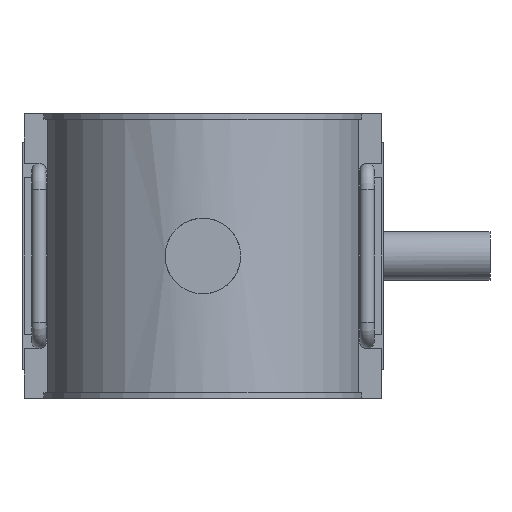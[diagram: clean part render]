
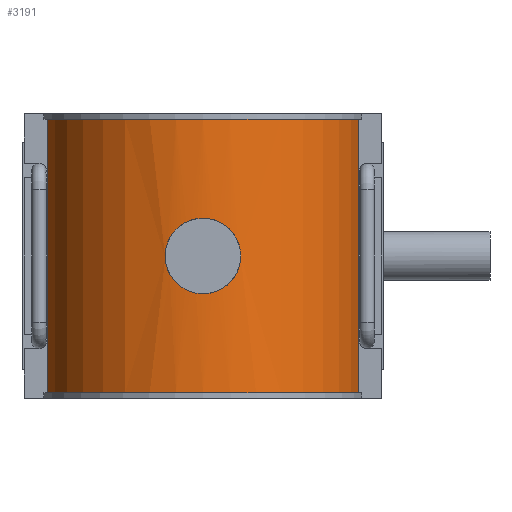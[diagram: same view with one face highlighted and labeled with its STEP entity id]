
A CAD part, front view. The second image highlights one B-rep face of the part: STEP entity #3191.
In plain terms, the highlighted cylindrical face has radius 66 mm (diameter 132 mm), a partial arc.
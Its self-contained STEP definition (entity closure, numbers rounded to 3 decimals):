
#115=LINE('',#5429,#402);
#150=LINE('',#5704,#437);
#402=VECTOR('',#3898,113.28);
#437=VECTOR('',#3975,113.28);
#775=CIRCLE('',#3416,66.);
#783=CIRCLE('',#3430,66.);
#858=FACE_BOUND('',#1168,.T.);
#963=FACE_OUTER_BOUND('',#1167,.T.);
#1167=EDGE_LOOP('',(#2485,#2486,#2487,#2488));
#1168=EDGE_LOOP('',(#2489));
#1338=B_SPLINE_CURVE_WITH_KNOTS('',3,(#5016,#5017,#5018,#5019,#5020,#5021,
#5022,#5023,#5024,#5025,#5026,#5027,#5028,#5029,#5030,#5031,#5032,#5033,
#5034,#5035,#5036,#5037,#5038,#5039,#5040,#5041,#5042,#5043,#5044,#5045,
#5046,#5047,#5048,#5049,#5050,#5051,#5052,#5053,#5054,#5055,#5056,#5057,
#5058,#5059,#5060,#5061,#5062,#5063,#5064,#5065,#5066,#5067,#5068,#5069,
#5070,#5071,#5072,#5073,#5074,#5075,#5076,#5077,#5078,#5079,#5080,#5081),
 .UNSPECIFIED.,.T.,.F.,(4,2,2,2,2,2,2,2,2,2,2,2,2,2,2,2,2,2,2,2,2,2,2,2,
2,2,2,2,2,2,2,2,4),(0.,0.297,0.593,0.89,
1.186,1.483,1.779,2.076,2.372,
2.669,2.965,3.262,3.558,3.855,
4.152,4.448,4.745,5.041,5.338,
5.634,5.931,6.228,6.524,6.821,
7.117,7.414,7.71,8.007,8.303,
8.6,8.896,9.193,9.49),
 .UNSPECIFIED.);
#1457=VERTEX_POINT('',#5015);
#1472=VERTEX_POINT('',#5414);
#1473=VERTEX_POINT('',#5416);
#1477=VERTEX_POINT('',#5428);
#1498=VERTEX_POINT('',#5499);
#1805=EDGE_CURVE('',#1457,#1457,#1338,.T.);
#1824=EDGE_CURVE('',#1472,#1473,#775,.T.);
#1829=EDGE_CURVE('',#1472,#1477,#115,.T.);
#1853=EDGE_CURVE('',#1498,#1477,#783,.T.);
#1888=EDGE_CURVE('',#1473,#1498,#150,.T.);
#2485=ORIENTED_EDGE('',*,*,#1824,.T.);
#2486=ORIENTED_EDGE('',*,*,#1888,.T.);
#2487=ORIENTED_EDGE('',*,*,#1853,.T.);
#2488=ORIENTED_EDGE('',*,*,#1829,.F.);
#2489=ORIENTED_EDGE('',*,*,#1805,.T.);
#3097=CYLINDRICAL_SURFACE('',#3440,66.);
#3191=ADVANCED_FACE('',(#963,#858),#3097,.T.);
#3416=AXIS2_PLACEMENT_3D('',#5418,#3888,#3889);
#3430=AXIS2_PLACEMENT_3D('',#5500,#3935,#3936);
#3440=AXIS2_PLACEMENT_3D('',#5705,#3976,#3977);
#3888=DIRECTION('center_axis',(0.,0.,1.));
#3889=DIRECTION('ref_axis',(1.,0.,0.));
#3898=DIRECTION('',(0.,0.,1.));
#3935=DIRECTION('center_axis',(0.,0.,-1.));
#3936=DIRECTION('ref_axis',(1.,0.,0.));
#3975=DIRECTION('',(0.,0.,1.));
#3976=DIRECTION('center_axis',(0.,0.,1.));
#3977=DIRECTION('ref_axis',(1.,0.,0.));
#5015=CARTESIAN_POINT('',(15.68,-64.11,0.));
#5016=CARTESIAN_POINT('Ctrl Pts',(15.68,-64.11,0.));
#5017=CARTESIAN_POINT('Ctrl Pts',(15.68,-64.11,-0.989));
#5018=CARTESIAN_POINT('Ctrl Pts',(15.585,-64.134,-2.01));
#5019=CARTESIAN_POINT('Ctrl Pts',(15.186,-64.229,-4.038));
#5020=CARTESIAN_POINT('Ctrl Pts',(14.883,-64.301,-5.046));
#5021=CARTESIAN_POINT('Ctrl Pts',(14.081,-64.482,-6.976));
#5022=CARTESIAN_POINT('Ctrl Pts',(13.583,-64.59,-7.901));
#5023=CARTESIAN_POINT('Ctrl Pts',(12.433,-64.821,-9.609));
#5024=CARTESIAN_POINT('Ctrl Pts',(11.781,-64.944,-10.393));
#5025=CARTESIAN_POINT('Ctrl Pts',(10.394,-65.18,-11.781));
#5026=CARTESIAN_POINT('Ctrl Pts',(9.609,-65.302,-12.433));
#5027=CARTESIAN_POINT('Ctrl Pts',(7.901,-65.531,-13.583));
#5028=CARTESIAN_POINT('Ctrl Pts',(6.976,-65.637,-14.081));
#5029=CARTESIAN_POINT('Ctrl Pts',(5.046,-65.814,-14.883));
#5030=CARTESIAN_POINT('Ctrl Pts',(4.038,-65.884,-15.186));
#5031=CARTESIAN_POINT('Ctrl Pts',(2.009,-65.977,-15.585));
#5032=CARTESIAN_POINT('Ctrl Pts',(0.988,-66.,-15.68));
#5033=CARTESIAN_POINT('Ctrl Pts',(-0.988,-66.,-15.68));
#5034=CARTESIAN_POINT('Ctrl Pts',(-2.009,-65.977,-15.585));
#5035=CARTESIAN_POINT('Ctrl Pts',(-4.038,-65.884,-15.186));
#5036=CARTESIAN_POINT('Ctrl Pts',(-5.046,-65.814,-14.883));
#5037=CARTESIAN_POINT('Ctrl Pts',(-6.976,-65.637,-14.081));
#5038=CARTESIAN_POINT('Ctrl Pts',(-7.901,-65.531,-13.583));
#5039=CARTESIAN_POINT('Ctrl Pts',(-9.609,-65.302,-12.433));
#5040=CARTESIAN_POINT('Ctrl Pts',(-10.394,-65.18,-11.781));
#5041=CARTESIAN_POINT('Ctrl Pts',(-11.781,-64.944,-10.393));
#5042=CARTESIAN_POINT('Ctrl Pts',(-12.433,-64.821,-9.609));
#5043=CARTESIAN_POINT('Ctrl Pts',(-13.583,-64.59,-7.901));
#5044=CARTESIAN_POINT('Ctrl Pts',(-14.081,-64.482,-6.976));
#5045=CARTESIAN_POINT('Ctrl Pts',(-14.883,-64.301,-5.046));
#5046=CARTESIAN_POINT('Ctrl Pts',(-15.186,-64.229,-4.038));
#5047=CARTESIAN_POINT('Ctrl Pts',(-15.585,-64.134,-2.01));
#5048=CARTESIAN_POINT('Ctrl Pts',(-15.68,-64.11,-0.989));
#5049=CARTESIAN_POINT('Ctrl Pts',(-15.68,-64.11,0.989));
#5050=CARTESIAN_POINT('Ctrl Pts',(-15.585,-64.134,2.01));
#5051=CARTESIAN_POINT('Ctrl Pts',(-15.186,-64.229,4.038));
#5052=CARTESIAN_POINT('Ctrl Pts',(-14.883,-64.301,5.046));
#5053=CARTESIAN_POINT('Ctrl Pts',(-14.081,-64.482,6.976));
#5054=CARTESIAN_POINT('Ctrl Pts',(-13.583,-64.59,7.901));
#5055=CARTESIAN_POINT('Ctrl Pts',(-12.433,-64.821,9.609));
#5056=CARTESIAN_POINT('Ctrl Pts',(-11.781,-64.944,10.393));
#5057=CARTESIAN_POINT('Ctrl Pts',(-10.394,-65.18,11.781));
#5058=CARTESIAN_POINT('Ctrl Pts',(-9.609,-65.302,12.433));
#5059=CARTESIAN_POINT('Ctrl Pts',(-7.901,-65.531,13.583));
#5060=CARTESIAN_POINT('Ctrl Pts',(-6.976,-65.637,14.081));
#5061=CARTESIAN_POINT('Ctrl Pts',(-5.046,-65.814,14.883));
#5062=CARTESIAN_POINT('Ctrl Pts',(-4.038,-65.884,15.186));
#5063=CARTESIAN_POINT('Ctrl Pts',(-2.009,-65.977,15.585));
#5064=CARTESIAN_POINT('Ctrl Pts',(-0.988,-66.,15.68));
#5065=CARTESIAN_POINT('Ctrl Pts',(0.988,-66.,15.68));
#5066=CARTESIAN_POINT('Ctrl Pts',(2.009,-65.977,15.585));
#5067=CARTESIAN_POINT('Ctrl Pts',(4.038,-65.884,15.186));
#5068=CARTESIAN_POINT('Ctrl Pts',(5.046,-65.814,14.883));
#5069=CARTESIAN_POINT('Ctrl Pts',(6.976,-65.637,14.081));
#5070=CARTESIAN_POINT('Ctrl Pts',(7.901,-65.531,13.583));
#5071=CARTESIAN_POINT('Ctrl Pts',(9.609,-65.302,12.433));
#5072=CARTESIAN_POINT('Ctrl Pts',(10.394,-65.18,11.781));
#5073=CARTESIAN_POINT('Ctrl Pts',(11.781,-64.944,10.393));
#5074=CARTESIAN_POINT('Ctrl Pts',(12.433,-64.821,9.609));
#5075=CARTESIAN_POINT('Ctrl Pts',(13.583,-64.59,7.901));
#5076=CARTESIAN_POINT('Ctrl Pts',(14.081,-64.482,6.976));
#5077=CARTESIAN_POINT('Ctrl Pts',(14.883,-64.301,5.046));
#5078=CARTESIAN_POINT('Ctrl Pts',(15.186,-64.229,4.038));
#5079=CARTESIAN_POINT('Ctrl Pts',(15.585,-64.134,2.01));
#5080=CARTESIAN_POINT('Ctrl Pts',(15.68,-64.11,0.989));
#5081=CARTESIAN_POINT('Ctrl Pts',(15.68,-64.11,0.));
#5414=CARTESIAN_POINT('',(-64.552,-13.75,-56.64));
#5416=CARTESIAN_POINT('',(64.552,-13.75,-56.64));
#5418=CARTESIAN_POINT('Origin',(0.,0.,-56.64));
#5428=CARTESIAN_POINT('',(-64.552,-13.75,56.64));
#5429=CARTESIAN_POINT('',(-64.552,-13.75,0.));
#5499=CARTESIAN_POINT('',(64.552,-13.75,56.64));
#5500=CARTESIAN_POINT('Origin',(0.,0.,56.64));
#5704=CARTESIAN_POINT('',(64.552,-13.75,0.));
#5705=CARTESIAN_POINT('Origin',(0.,0.,0.));
